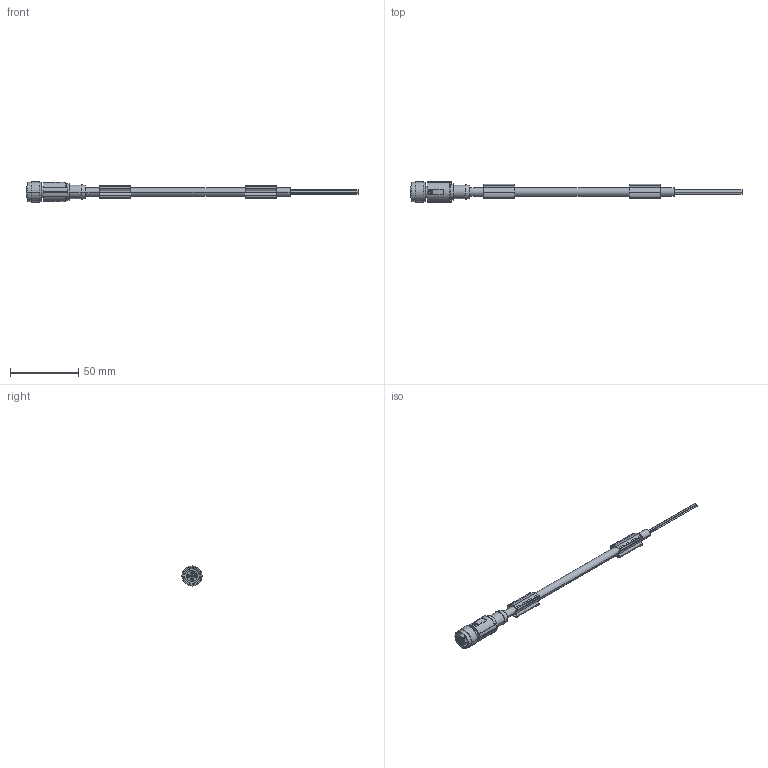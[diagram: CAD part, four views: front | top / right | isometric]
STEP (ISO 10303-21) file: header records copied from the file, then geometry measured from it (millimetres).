
FILE_DESCRIPTION(('SolidDesigner STEP Export'),'2;1');
FILE_NAME('1682867.stp','2009-07-15T11:59:37',(''),(''),'CoCreate Modeling STEP processor for AP214 (Solid Model)','CoCreate Modeling 16.00A 16-Aug-2008 (C) Parametric Technology GmbH','');
FILE_SCHEMA(('AUTOMOTIVE_DESIGN { 1 0 10303 214 1 1 1 1 }'));
Length unit declared in the file: millimetre
Products named in the file (2): 1682867
Assembly tree (1 placements, depth 2):
  1682867
    1682867
Bounding box: 243.9 x 15 x 14.7 mm (x, y, z)
Volume: 10635.3 mm3; surface area: 9417.9 mm2
Topology: 1 solids, 1 shells, 269 faces, 743 edges, 495 vertices
Faces by surface type: cylinder 131, plane 86, cone 30, extrusion 18, torus 4
Entity records: 11817 total; most frequent: CARTESIAN_POINT 3789, ORIENTED_EDGE 1486, DIRECTION 1130, EDGE_CURVE 743, VERTEX_POINT 495, AXIS2_PLACEMENT_3D 394, VECTOR 342, LINE 324
